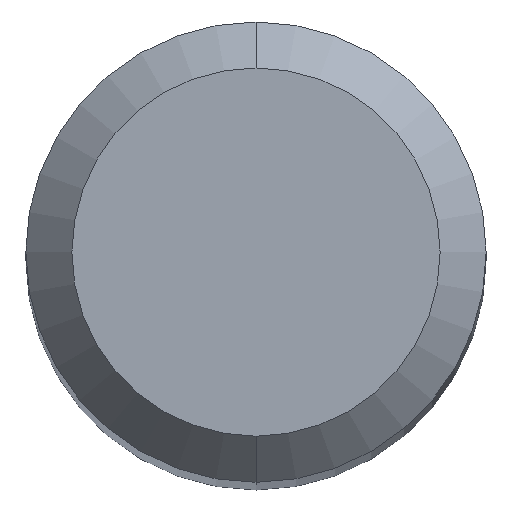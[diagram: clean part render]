
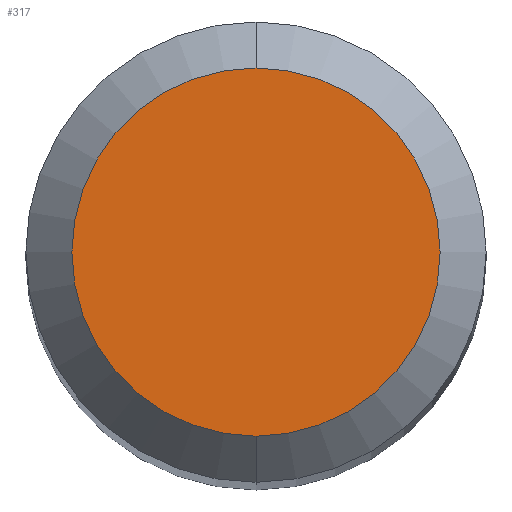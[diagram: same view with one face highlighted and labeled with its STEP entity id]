
A CAD part, top view. The second image highlights one B-rep face of the part: STEP entity #317.
In plain terms, the highlighted planar face has unit normal (0, 0, 1).
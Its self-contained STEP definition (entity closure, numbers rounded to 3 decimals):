
#251=VERTEX_POINT('',#562);
#267=EDGE_CURVE('',#251,#371,#581,.T.);
#313=EDGE_CURVE('',#371,#251,#629,.T.);
#317=ADVANCED_FACE('',(#633),#634,.T.);
#371=VERTEX_POINT('',#697);
#562=CARTESIAN_POINT('',(0.0,1.2,0.0));
#581=CIRCLE('',#1050,1.2);
#629=CIRCLE('',#1128,1.2);
#633=FACE_OUTER_BOUND('',#1132,.T.);
#634=PLANE('',#1133);
#697=CARTESIAN_POINT('',(0.,-1.2,0.0));
#1050=AXIS2_PLACEMENT_3D('',#1546,#1547,#1548);
#1128=AXIS2_PLACEMENT_3D('',#1580,#1581,#1582);
#1132=EDGE_LOOP('',(#1584,#1585));
#1133=AXIS2_PLACEMENT_3D('',#1586,#1587,#1588);
#1546=CARTESIAN_POINT('',(0.0,0.0,0.0));
#1547=DIRECTION('',(0.0,0.0,-1.0));
#1548=DIRECTION('',(0.0,1.0,0.0));
#1580=CARTESIAN_POINT('',(0.0,0.0,0.0));
#1581=DIRECTION('',(0.0,0.0,-1.0));
#1582=DIRECTION('',(0.0,1.0,0.0));
#1584=ORIENTED_EDGE('',*,*,#267,.F.);
#1585=ORIENTED_EDGE('',*,*,#313,.F.);
#1586=CARTESIAN_POINT('',(0.0,0.6,0.0));
#1587=DIRECTION('',(-0.0,0.0,1.0));
#1588=DIRECTION('',(0.0,-1.0,0.0));
